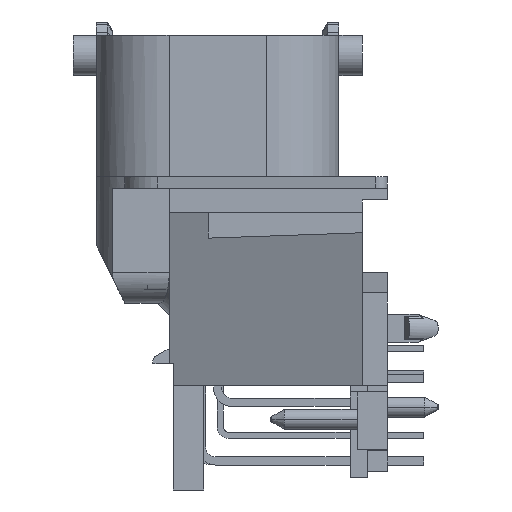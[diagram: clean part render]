
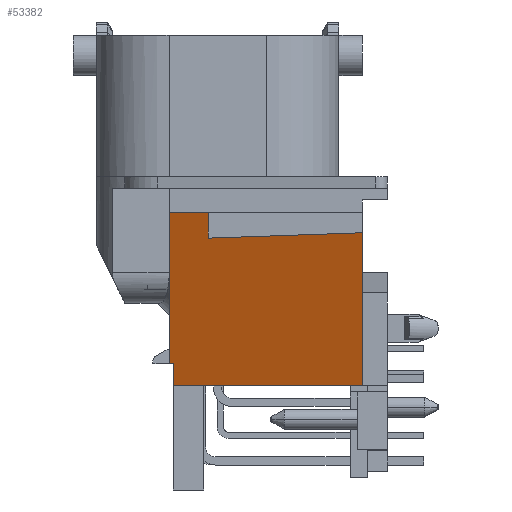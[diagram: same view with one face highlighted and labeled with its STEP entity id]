
A CAD part, left-side view. The second image highlights one B-rep face of the part: STEP entity #53382.
In plain terms, the highlighted planar face has unit normal (-0.897, 0.442, 0).
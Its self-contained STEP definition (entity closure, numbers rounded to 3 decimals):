
#2918=DIRECTION('',(0.,0.,-1.));
#2919=VECTOR('',#2918,14.95);
#2920=CARTESIAN_POINT('',(-62.6,4.8,-17.55));
#2921=LINE('',#2920,#2919);
#3281=DIRECTION('',(0.442,0.897,0.));
#3282=VECTOR('',#3281,20.842);
#3283=CARTESIAN_POINT('',(-72.,-14.3,-34.7));
#3284=LINE('',#3283,#3282);
#7930=DIRECTION('',(0.442,0.897,0.));
#7931=VECTOR('',#7930,4.303);
#7932=CARTESIAN_POINT('',(-64.5,0.939,-17.55));
#7933=LINE('',#7932,#7931);
#7954=DIRECTION('',(0.,0.,1.));
#7955=VECTOR('',#7954,2.532);
#7956=CARTESIAN_POINT('',(-64.5,0.939,-20.082));
#7957=LINE('',#7956,#7955);
#8040=DIRECTION('',(-0.442,-0.897,0.));
#8041=VECTOR('',#8040,0.446);
#8042=CARTESIAN_POINT('',(-62.6,4.8,-32.5));
#8043=LINE('',#8042,#8041);
#8044=DIRECTION('',(0.441,0.897,-0.031));
#8045=VECTOR('',#8044,16.993);
#8046=CARTESIAN_POINT('',(-72.,-14.3,-19.55));
#8047=LINE('',#8046,#8045);
#8048=DIRECTION('',(0.,0.,-1.));
#8049=VECTOR('',#8048,15.15);
#8050=CARTESIAN_POINT('',(-72.,-14.3,-19.55));
#8051=LINE('',#8050,#8049);
#8052=DIRECTION('',(0.,0.,1.));
#8053=VECTOR('',#8052,2.2);
#8054=CARTESIAN_POINT('',(-62.797,4.4,-34.7));
#8055=LINE('',#8054,#8053);
#35602=CARTESIAN_POINT('',(-72.,-14.3,-34.7));
#35603=VERTEX_POINT('',#35602);
#35610=CARTESIAN_POINT('',(-64.5,0.939,-17.55));
#35611=CARTESIAN_POINT('',(-62.6,4.8,-17.55));
#35612=VERTEX_POINT('',#35610);
#35613=VERTEX_POINT('',#35611);
#35618=CARTESIAN_POINT('',(-72.,-14.3,-19.55));
#35619=VERTEX_POINT('',#35618);
#35622=CARTESIAN_POINT('',(-64.5,0.939,-20.082));
#35623=VERTEX_POINT('',#35622);
#35668=CARTESIAN_POINT('',(-62.6,4.8,-32.5));
#35669=CARTESIAN_POINT('',(-62.797,4.4,-32.5));
#35670=VERTEX_POINT('',#35668);
#35671=VERTEX_POINT('',#35669);
#35672=CARTESIAN_POINT('',(-62.797,4.4,-34.7));
#35673=VERTEX_POINT('',#35672);
#53366=CARTESIAN_POINT('',(-72.,-14.3,-17.55));
#53367=DIRECTION('',(-0.897,0.442,0.));
#53368=DIRECTION('',(0.442,0.897,0.));
#53369=AXIS2_PLACEMENT_3D('',#53366,#53367,#53368);
#53370=PLANE('',#53369);
#53371=ORIENTED_EDGE('',*,*,#53288,.F.);
#53372=ORIENTED_EDGE('',*,*,#49330,.F.);
#53373=ORIENTED_EDGE('',*,*,#53184,.F.);
#53374=ORIENTED_EDGE('',*,*,#53213,.F.);
#53375=ORIENTED_EDGE('',*,*,#53238,.F.);
#53376=ORIENTED_EDGE('',*,*,#49523,.T.);
#53377=ORIENTED_EDGE('',*,*,#49849,.T.);
#53379=ORIENTED_EDGE('',*,*,#53378,.T.);
#53380=EDGE_LOOP('',(#53371,#53372,#53373,#53374,#53375,#53376,#53377,#53379));
#53381=FACE_OUTER_BOUND('',#53380,.F.);
#49330=EDGE_CURVE('',#35613,#35670,#2921,.T.);
#49523=EDGE_CURVE('',#35619,#35603,#8051,.T.);
#49849=EDGE_CURVE('',#35603,#35673,#3284,.T.);
#53184=EDGE_CURVE('',#35612,#35613,#7933,.T.);
#53213=EDGE_CURVE('',#35623,#35612,#7957,.T.);
#53238=EDGE_CURVE('',#35619,#35623,#8047,.T.);
#53288=EDGE_CURVE('',#35670,#35671,#8043,.T.);
#53378=EDGE_CURVE('',#35673,#35671,#8055,.T.);
#53382=ADVANCED_FACE('',(#53381),#53370,.T.);
